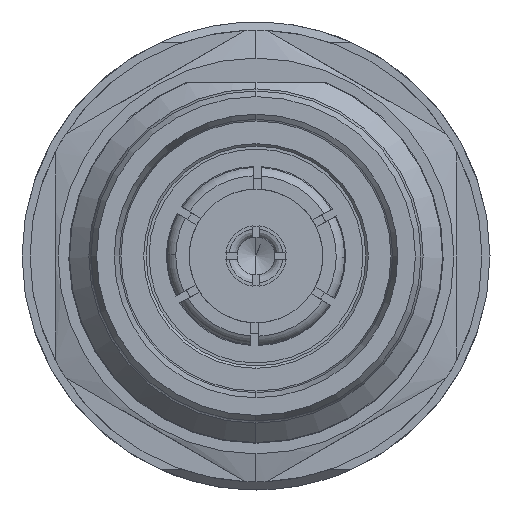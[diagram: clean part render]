
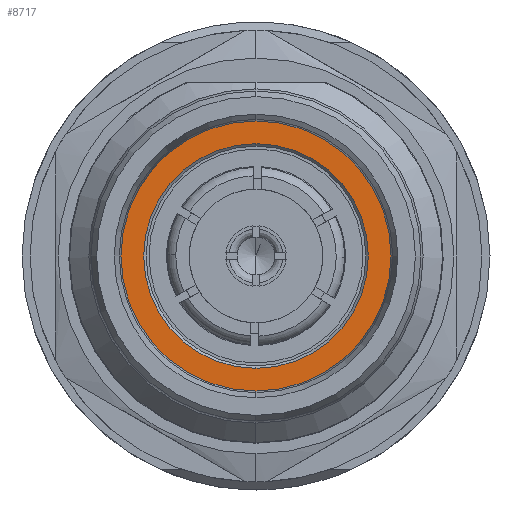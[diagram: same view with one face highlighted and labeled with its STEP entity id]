
A CAD part, left-side view. The second image highlights one B-rep face of the part: STEP entity #8717.
In plain terms, the highlighted planar face has unit normal (-1, 0, 0).
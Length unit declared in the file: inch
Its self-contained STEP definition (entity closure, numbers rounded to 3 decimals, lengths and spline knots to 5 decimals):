
#314 = CIRCLE ( 'NONE', #2395, 0.19882 ) ;
#537 = PLANE ( 'NONE',  #4976 ) ;
#778 = DIRECTION ( 'NONE',  ( -1., 0., 0. ) ) ;
#837 = DIRECTION ( 'NONE',  ( 0., 0., 1. ) ) ;
#1345 = FACE_OUTER_BOUND ( 'NONE', #9692, .T. ) ;
#1978 = CARTESIAN_POINT ( 'NONE',  ( 0.35433, 0., 0.19882 ) ) ;
#1982 = VERTEX_POINT ( 'NONE', #7749 ) ;
#2052 = CARTESIAN_POINT ( 'NONE',  ( 0.35433, 0., 0. ) ) ;
#2395 = AXIS2_PLACEMENT_3D ( 'NONE', #11341, #8637, #2647 ) ;
#2538 = ORIENTED_EDGE ( 'NONE', *, *, #5963, .T. ) ;
#2647 = DIRECTION ( 'NONE',  ( 0., 0., -1. ) ) ;
#3348 = DIRECTION ( 'NONE',  ( 1., 0., 0. ) ) ;
#3467 = DIRECTION ( 'NONE',  ( 0., 0., 1. ) ) ;
#3721 = EDGE_CURVE ( 'NONE', #6061, #7715, #314, .T. ) ;
#4264 = EDGE_LOOP ( 'NONE', ( #2538, #5071 ) ) ;
#4451 = DIRECTION ( 'NONE',  ( 1., 0., 0. ) ) ;
#4466 = EDGE_CURVE ( 'NONE', #1982, #6036, #9601, .T. ) ;
#4976 = AXIS2_PLACEMENT_3D ( 'NONE', #6815, #778, #837 ) ;
#5071 = ORIENTED_EDGE ( 'NONE', *, *, #4466, .T. ) ;
#5817 = FACE_BOUND ( 'NONE', #4264, .T. ) ;
#5838 = AXIS2_PLACEMENT_3D ( 'NONE', #8733, #3348, #8682 ) ;
#5963 = EDGE_CURVE ( 'NONE', #6036, #1982, #10822, .T. ) ;
#6036 = VERTEX_POINT ( 'NONE', #11281 ) ;
#6061 = VERTEX_POINT ( 'NONE', #9869 ) ;
#6815 = CARTESIAN_POINT ( 'NONE',  ( 0.35433, 0.19882, 0. ) ) ;
#7069 = CARTESIAN_POINT ( 'NONE',  ( 0.35433, 0., 0. ) ) ;
#7298 = EDGE_CURVE ( 'NONE', #7715, #6061, #7363, .T. ) ;
#7344 = ORIENTED_EDGE ( 'NONE', *, *, #3721, .F. ) ;
#7363 = CIRCLE ( 'NONE', #10855, 0.19882 ) ;
#7715 = VERTEX_POINT ( 'NONE', #1978 ) ;
#7749 = CARTESIAN_POINT ( 'NONE',  ( 0.35433, 0., -0.16535 ) ) ;
#8637 = DIRECTION ( 'NONE',  ( 1., 0., 0. ) ) ;
#8682 = DIRECTION ( 'NONE',  ( 0., 0., 1. ) ) ;
#8717 = ADVANCED_FACE ( 'NONE', ( #1345, #5817 ), #537, .T. ) ;
#8733 = CARTESIAN_POINT ( 'NONE',  ( 0.35433, 0., 0. ) ) ;
#9130 = DIRECTION ( 'NONE',  ( 1., 0., 0. ) ) ;
#9601 = CIRCLE ( 'NONE', #10532, 0.16535 ) ;
#9692 = EDGE_LOOP ( 'NONE', ( #7344, #10152 ) ) ;
#9869 = CARTESIAN_POINT ( 'NONE',  ( 0.35433, 0., -0.19882 ) ) ;
#10152 = ORIENTED_EDGE ( 'NONE', *, *, #7298, .F. ) ;
#10532 = AXIS2_PLACEMENT_3D ( 'NONE', #7069, #4451, #3467 ) ;
#10822 = CIRCLE ( 'NONE', #5838, 0.16535 ) ;
#10855 = AXIS2_PLACEMENT_3D ( 'NONE', #2052, #9130, #10969 ) ;
#10969 = DIRECTION ( 'NONE',  ( 0., 0., -1. ) ) ;
#11281 = CARTESIAN_POINT ( 'NONE',  ( 0.35433, 0., 0.16535 ) ) ;
#11341 = CARTESIAN_POINT ( 'NONE',  ( 0.35433, 0., 0. ) ) ;
